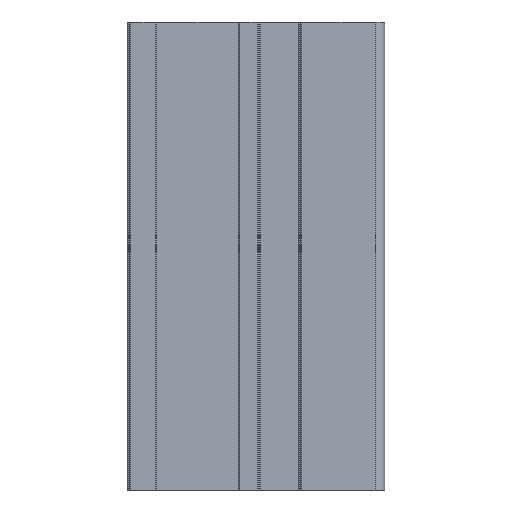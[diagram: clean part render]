
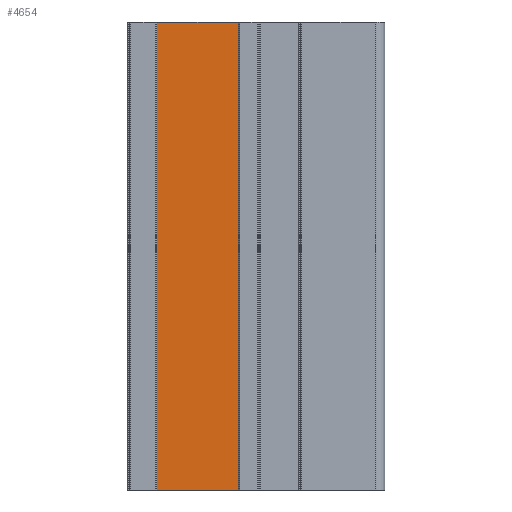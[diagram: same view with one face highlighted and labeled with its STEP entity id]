
A CAD part, left-side view. The second image highlights one B-rep face of the part: STEP entity #4654.
In plain terms, the highlighted planar face has unit normal (-1, 0, 0).
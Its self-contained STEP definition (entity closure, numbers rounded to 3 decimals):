
#18 = EDGE_LOOP ( 'NONE', ( #3591, #4407, #5240, #4947 ) ) ;
#143 = FACE_OUTER_BOUND ( 'NONE', #18, .T. ) ;
#247 = LINE ( 'NONE', #4638, #2653 ) ;
#356 = CARTESIAN_POINT ( 'NONE',  ( 423.276, 26.06, -100. ) ) ;
#649 = EDGE_CURVE ( 'NONE', #3457, #4035, #1667, .T. ) ;
#699 = LINE ( 'NONE', #2330, #5122 ) ;
#756 = PLANE ( 'NONE',  #5001 ) ;
#1177 = CARTESIAN_POINT ( 'NONE',  ( 423.276, 8.56, -100. ) ) ;
#1551 = VECTOR ( 'NONE', #2302, 1000. ) ;
#1667 = LINE ( 'NONE', #2163, #1551 ) ;
#2014 = VERTEX_POINT ( 'NONE', #1177 ) ;
#2023 = VECTOR ( 'NONE', #2515, 1000. ) ;
#2054 = DIRECTION ( 'NONE',  ( 0., 0., 1. ) ) ;
#2059 = DIRECTION ( 'NONE',  ( -1., 0., 0. ) ) ;
#2163 = CARTESIAN_POINT ( 'NONE',  ( 423.276, 26.06, 0. ) ) ;
#2302 = DIRECTION ( 'NONE',  ( 0., -1., 0. ) ) ;
#2330 = CARTESIAN_POINT ( 'NONE',  ( 423.276, 8.56, -100. ) ) ;
#2515 = DIRECTION ( 'NONE',  ( 0., -1., 0. ) ) ;
#2572 = CARTESIAN_POINT ( 'NONE',  ( 423.276, 8.56, 0. ) ) ;
#2653 = VECTOR ( 'NONE', #2054, 1000. ) ;
#2870 = CARTESIAN_POINT ( 'NONE',  ( 423.276, 26.06, 0. ) ) ;
#3349 = CARTESIAN_POINT ( 'NONE',  ( 423.276, 26.06, -100. ) ) ;
#3457 = VERTEX_POINT ( 'NONE', #2870 ) ;
#3591 = ORIENTED_EDGE ( 'NONE', *, *, #649, .F. ) ;
#3894 = EDGE_CURVE ( 'NONE', #4281, #3457, #247, .T. ) ;
#4035 = VERTEX_POINT ( 'NONE', #2572 ) ;
#4194 = LINE ( 'NONE', #356, #2023 ) ;
#4281 = VERTEX_POINT ( 'NONE', #3349 ) ;
#4407 = ORIENTED_EDGE ( 'NONE', *, *, #3894, .F. ) ;
#4638 = CARTESIAN_POINT ( 'NONE',  ( 423.276, 26.06, -100. ) ) ;
#4648 = CARTESIAN_POINT ( 'NONE',  ( 423.276, 26.06, -100. ) ) ;
#4654 = ADVANCED_FACE ( 'NONE', ( #143 ), #756, .T. ) ;
#4912 = DIRECTION ( 'NONE',  ( 0., 0., 1. ) ) ;
#4947 = ORIENTED_EDGE ( 'NONE', *, *, #5009, .T. ) ;
#5001 = AXIS2_PLACEMENT_3D ( 'NONE', #4648, #2059, #5073 ) ;
#5009 = EDGE_CURVE ( 'NONE', #2014, #4035, #699, .T. ) ;
#5073 = DIRECTION ( 'NONE',  ( 0., 0., 1. ) ) ;
#5122 = VECTOR ( 'NONE', #4912, 1000. ) ;
#5223 = EDGE_CURVE ( 'NONE', #4281, #2014, #4194, .T. ) ;
#5240 = ORIENTED_EDGE ( 'NONE', *, *, #5223, .T. ) ;
